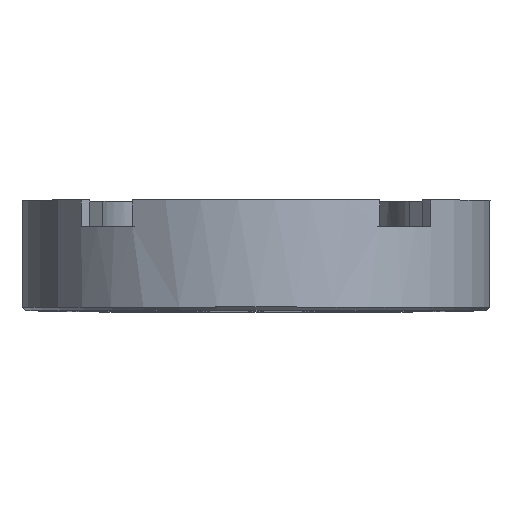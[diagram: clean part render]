
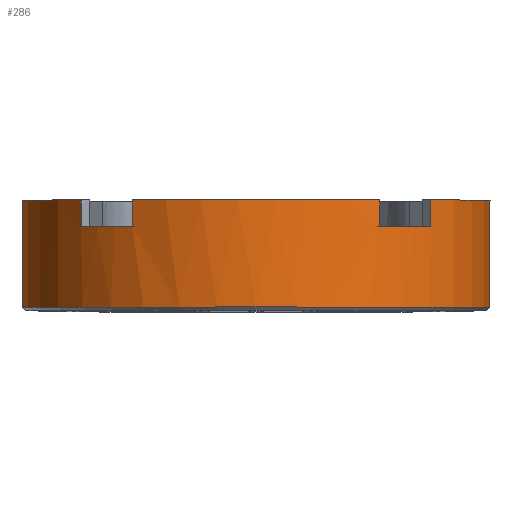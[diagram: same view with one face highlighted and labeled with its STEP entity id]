
A CAD part, top view. The second image highlights one B-rep face of the part: STEP entity #286.
In plain terms, the highlighted cylindrical face has radius 35 mm (diameter 70 mm), a partial arc.
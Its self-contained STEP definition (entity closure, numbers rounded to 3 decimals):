
#157=FACE_OUTER_BOUND('',#669,.T.);
#286=ADVANCED_FACE('',(#157),#436,.T.);
#436=CYLINDRICAL_SURFACE('',#3455,35.);
#669=EDGE_LOOP('',(#1129,#1130,#1131,#1132,#1133,#1134,#1135,#1136,#1137,
#1138,#1139,#1140));
#1129=ORIENTED_EDGE('',*,*,#2227,.T.);
#1130=ORIENTED_EDGE('',*,*,#2231,.T.);
#1131=ORIENTED_EDGE('',*,*,#2232,.F.);
#1132=ORIENTED_EDGE('',*,*,#2085,.F.);
#1133=ORIENTED_EDGE('',*,*,#2233,.T.);
#1134=ORIENTED_EDGE('',*,*,#2234,.F.);
#1135=ORIENTED_EDGE('',*,*,#2235,.F.);
#1136=ORIENTED_EDGE('',*,*,#2214,.F.);
#1137=ORIENTED_EDGE('',*,*,#2236,.T.);
#1138=ORIENTED_EDGE('',*,*,#2237,.F.);
#1139=ORIENTED_EDGE('',*,*,#2238,.F.);
#1140=ORIENTED_EDGE('',*,*,#2102,.F.);
#1775=VERTEX_POINT('',#4845);
#1778=VERTEX_POINT('',#4851);
#1793=VERTEX_POINT('',#4886);
#1794=VERTEX_POINT('',#4888);
#1889=VERTEX_POINT('',#5105);
#1890=VERTEX_POINT('',#5107);
#1898=VERTEX_POINT('',#5131);
#1901=VERTEX_POINT('',#5140);
#1902=VERTEX_POINT('',#5143);
#1903=VERTEX_POINT('',#5145);
#1904=VERTEX_POINT('',#5148);
#1905=VERTEX_POINT('',#5150);
#2085=EDGE_CURVE('',#1778,#1775,#2475,.T.);
#2102=EDGE_CURVE('',#1793,#1794,#2477,.T.);
#2214=EDGE_CURVE('',#1889,#1890,#2538,.T.);
#2227=EDGE_CURVE('',#1793,#1898,#2840,.T.);
#2231=EDGE_CURVE('',#1898,#1901,#2542,.T.);
#2232=EDGE_CURVE('',#1775,#1901,#2844,.T.);
#2233=EDGE_CURVE('',#1778,#1902,#2845,.T.);
#2234=EDGE_CURVE('',#1903,#1902,#2543,.T.);
#2235=EDGE_CURVE('',#1890,#1903,#2846,.T.);
#2236=EDGE_CURVE('',#1889,#1904,#2847,.T.);
#2237=EDGE_CURVE('',#1905,#1904,#2544,.T.);
#2238=EDGE_CURVE('',#1794,#1905,#2848,.T.);
#2475=CIRCLE('',#3366,35.);
#2477=CIRCLE('',#3371,35.);
#2538=CIRCLE('',#3443,35.);
#2542=CIRCLE('',#3452,35.);
#2543=CIRCLE('',#3453,35.);
#2544=CIRCLE('',#3454,35.);
#2840=LINE('',#5132,#3104);
#2844=LINE('',#5141,#3108);
#2845=LINE('',#5142,#3109);
#2846=LINE('',#5146,#3110);
#2847=LINE('',#5147,#3111);
#2848=LINE('',#5151,#3112);
#3104=VECTOR('',#4096,1.);
#3108=VECTOR('',#4104,1.);
#3109=VECTOR('',#4105,1.);
#3110=VECTOR('',#4108,1.);
#3111=VECTOR('',#4109,1.);
#3112=VECTOR('',#4112,1.);
#3366=AXIS2_PLACEMENT_3D('',#4852,#3851,#3852);
#3371=AXIS2_PLACEMENT_3D('',#4887,#3876,#3877);
#3443=AXIS2_PLACEMENT_3D('',#5106,#4071,#4072);
#3452=AXIS2_PLACEMENT_3D('',#5139,#4102,#4103);
#3453=AXIS2_PLACEMENT_3D('',#5144,#4106,#4107);
#3454=AXIS2_PLACEMENT_3D('',#5149,#4110,#4111);
#3455=AXIS2_PLACEMENT_3D('',#5152,#4113,#4114);
#3851=DIRECTION('',(0.,1.,0.));
#3852=DIRECTION('',(1.,0.,0.));
#3876=DIRECTION('',(0.,1.,0.));
#3877=DIRECTION('',(1.,0.,0.));
#4071=DIRECTION('',(0.,1.,0.));
#4072=DIRECTION('',(1.,0.,0.));
#4096=DIRECTION('',(0.,-1.,0.));
#4102=DIRECTION('',(0.,1.,0.));
#4103=DIRECTION('',(0.,0.,1.));
#4104=DIRECTION('',(0.,-1.,0.));
#4105=DIRECTION('',(0.,-1.,0.));
#4106=DIRECTION('',(0.,1.,0.));
#4107=DIRECTION('',(0.,0.,1.));
#4108=DIRECTION('',(0.,-1.,0.));
#4109=DIRECTION('',(0.,-1.,0.));
#4110=DIRECTION('',(0.,1.,0.));
#4111=DIRECTION('',(-0.985,0.,0.174));
#4112=DIRECTION('',(0.,-1.,0.));
#4113=DIRECTION('',(0.,-1.,0.));
#4114=DIRECTION('',(0.,0.,-1.));
#4845=CARTESIAN_POINT('',(34.825,16.5,-3.5));
#4851=CARTESIAN_POINT('',(26.097,16.5,23.323));
#4852=CARTESIAN_POINT('',(0.,16.5,0.));
#4886=CARTESIAN_POINT('',(-34.825,16.5,-3.5));
#4887=CARTESIAN_POINT('',(0.,16.5,0.));
#4888=CARTESIAN_POINT('',(-26.097,16.5,23.323));
#5105=CARTESIAN_POINT('',(-18.437,16.5,29.75));
#5106=CARTESIAN_POINT('',(0.,16.5,0.));
#5107=CARTESIAN_POINT('',(18.437,16.5,29.75));
#5131=CARTESIAN_POINT('',(-34.825,0.5,-3.5));
#5132=CARTESIAN_POINT('',(-34.825,2.,-3.5));
#5139=CARTESIAN_POINT('',(0.,0.5,0.));
#5140=CARTESIAN_POINT('',(34.825,0.5,-3.5));
#5141=CARTESIAN_POINT('',(34.825,2.,-3.5));
#5142=CARTESIAN_POINT('',(26.097,24.,23.323));
#5143=CARTESIAN_POINT('',(26.097,12.5,23.323));
#5144=CARTESIAN_POINT('',(0.,12.5,0.));
#5145=CARTESIAN_POINT('',(18.437,12.5,29.75));
#5146=CARTESIAN_POINT('',(18.437,24.,29.75));
#5147=CARTESIAN_POINT('',(-18.437,24.,29.75));
#5148=CARTESIAN_POINT('',(-18.437,12.5,29.75));
#5149=CARTESIAN_POINT('',(0.,12.5,0.));
#5150=CARTESIAN_POINT('',(-26.097,12.5,23.323));
#5151=CARTESIAN_POINT('',(-26.097,24.,23.323));
#5152=CARTESIAN_POINT('',(0.,2.,0.));
